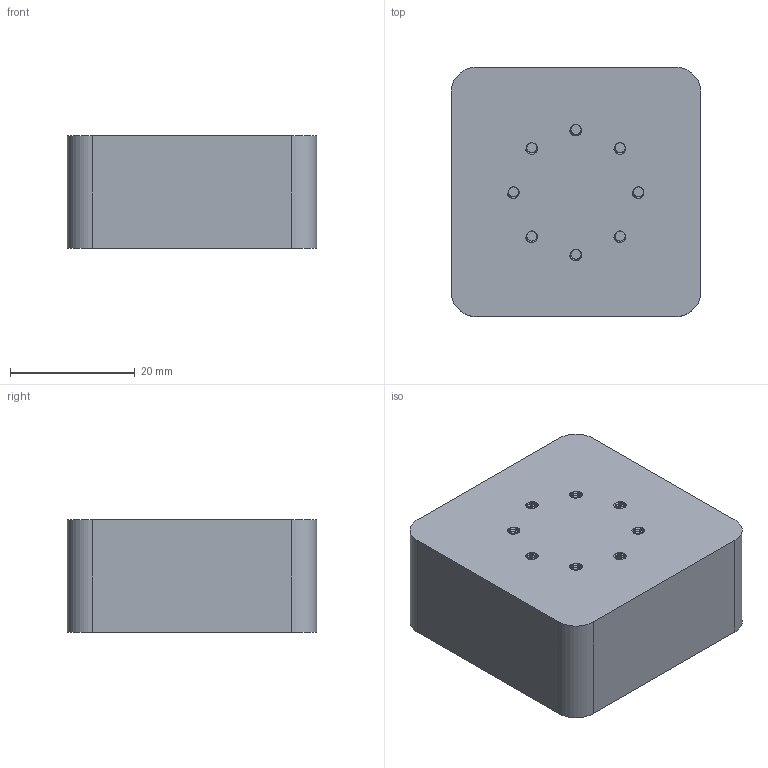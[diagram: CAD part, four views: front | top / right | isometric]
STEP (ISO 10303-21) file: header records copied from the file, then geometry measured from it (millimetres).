
FILE_DESCRIPTION(/* description */ (''),/* implementation_level */ '2;1');
FILE_NAME(/* name */ 'OLV-IMU01-X.step',/* time_stamp */ '2023-09-13T13:16:32+02:00',/* author */ (''),/* organization */ (''),/* preprocessor_version */ 'ST-DEVELOPER v19.2',/* originating_system */ 'Autodesk Translation Framework v11.17.0.187',/* authorisation */ '');
FILE_SCHEMA (('AUTOMOTIVE_DESIGN { 1 0 10303 214 3 1 1 }'));
Products named in the file (11): IMU-ASM; imu-base; imu-cover; m2-6mm; m2-6mm_1; m2-6mm_2; m2-6mm_3; 91290A013_Alloy Steel Socket Head Screw; USB-C; USB4105-GF-A; COMPOUND (3)
Assembly tree (13 placements, depth 4):
  IMU-ASM
    imu-base
    imu-cover
    m2-6mm
      91290A013_Alloy Steel Socket Head Screw
    m2-6mm_1
      91290A013_Alloy Steel Socket Head Screw
    m2-6mm_2
      91290A013_Alloy Steel Socket Head Screw
    m2-6mm_3
      91290A013_Alloy Steel Socket Head Screw
    USB-C
      USB4105-GF-A
        COMPOUND (3)
Bounding box: 40 x 40 x 18 mm (x, y, z)
Volume: 21184.9 mm3; surface area: 12236.2 mm2
Topology: 50 solids, 50 shells, 1665 faces, 4404 edges, 2874 vertices
Faces by surface type: plane 895, cylinder 688, cone 48, bspline 30, torus 4
Full cylindrical faces by diameter (mm): 0.5 x5, 0.8 x1, 1.48 x56, 1.623 x69, 2 x53, 2.074 x21, 2.1 x4, 3.8 x4, 4 x4, 4.1 x4, 8 x1
Entity records: 64206 total; most frequent: CARTESIAN_POINT 27122, ORIENTED_EDGE 7998, DIRECTION 7073, EDGE_CURVE 3999, LINE 2661, VECTOR 2661, VERTEX_POINT 2610, AXIS2_PLACEMENT_3D 2206
